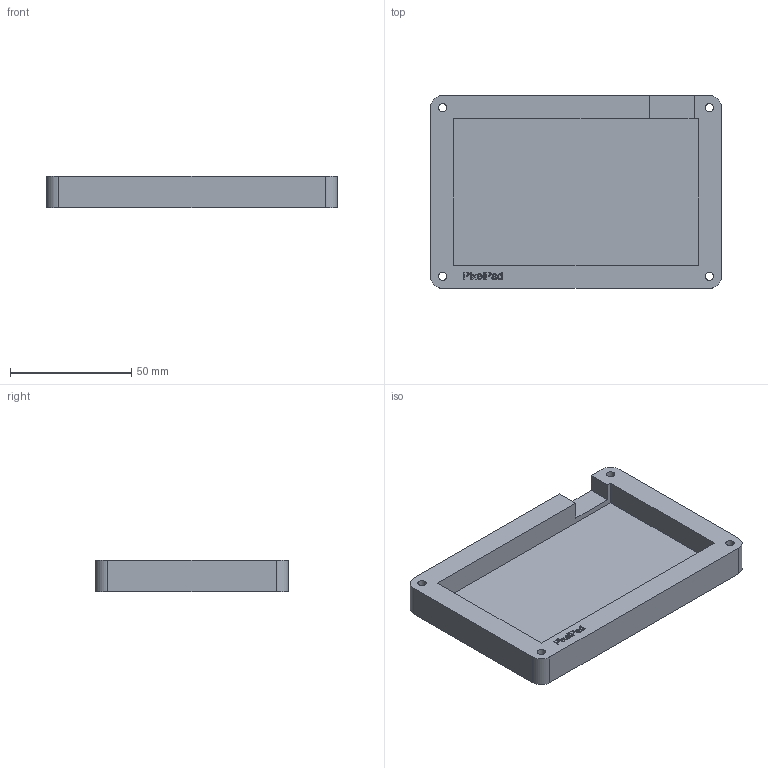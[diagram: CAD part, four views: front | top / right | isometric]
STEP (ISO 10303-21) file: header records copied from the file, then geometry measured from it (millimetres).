
FILE_DESCRIPTION(/* description */ (''),/* implementation_level */ '2;1');
FILE_NAME(/* name */ 'bottom.step',/* time_stamp */ '2025-05-30T03:08:29-07:00',/* author */ (''),/* organization */ (''),/* preprocessor_version */ 'ST-DEVELOPER v20.1',/* originating_system */ 'Autodesk Translation Framework v14.10.0.0',/* authorisation */ '');
FILE_SCHEMA (('AUTOMOTIVE_DESIGN { 1 0 10303 214 3 1 1 }'));
Length unit declared in the file: millimetre
Products named in the file (1): 2025-05-30-03-00-57-255
Bounding box: 119.96 x 79.53 x 13 mm (x, y, z)
Volume: 61212.7 mm3; surface area: 27808 mm2
Topology: 1 solids, 1 shells, 188 faces, 504 edges, 336 vertices
Faces by surface type: bspline 91, plane 85, cylinder 12
Full cylindrical faces by diameter (mm): 3.4 x4, 6 x4
Entity records: 6731 total; most frequent: CARTESIAN_POINT 2576, ORIENTED_EDGE 1008, DIRECTION 542, EDGE_CURVE 504, VERTEX_POINT 336, LINE 298, VECTOR 298, EDGE_LOOP 214
